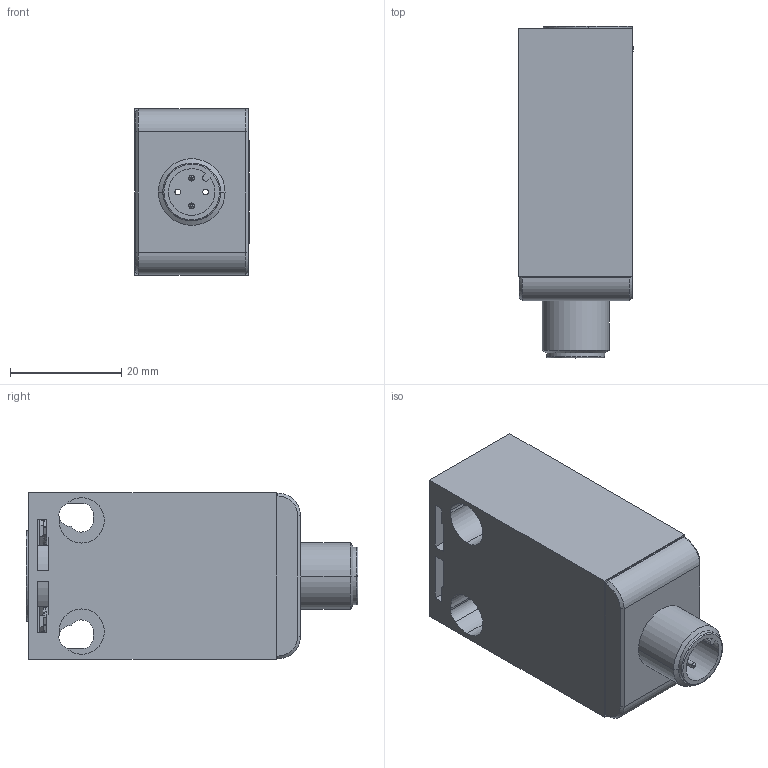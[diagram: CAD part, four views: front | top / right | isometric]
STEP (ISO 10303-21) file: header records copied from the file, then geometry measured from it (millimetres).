
FILE_DESCRIPTION(('STEP AP242'),'1');
FILE_NAME('zcmv21m12.stp','2021-09-26T18:04:42',('TraceParts'),('TraceParts S.A.'),'Spatial InterOp 3D',' ',' ');
FILE_SCHEMA(('AP242_MANAGED_MODEL_BASED_3D_ENGINEERING_MIM_LF {1 0 10303 442 1 1 4}'));
Length unit declared in the file: millimetre
Products named in the file (1): zcmv21m12_1
Bounding box: 20.6 x 59.7 x 30 mm (x, y, z)
Volume: 13935.3 mm3; surface area: 15579.8 mm2
Topology: 2 solids, 2 shells, 533 faces, 1438 edges, 921 vertices
Faces by surface type: plane 268, cylinder 176, bspline 36, cone 34, torus 19
Entity records: 17849 total; most frequent: CARTESIAN_POINT 4307, ORIENTED_EDGE 2876, DIRECTION 2814, EDGE_CURVE 1438, AXIS2_PLACEMENT_3D 976, VERTEX_POINT 921, LINE 862, VECTOR 862
